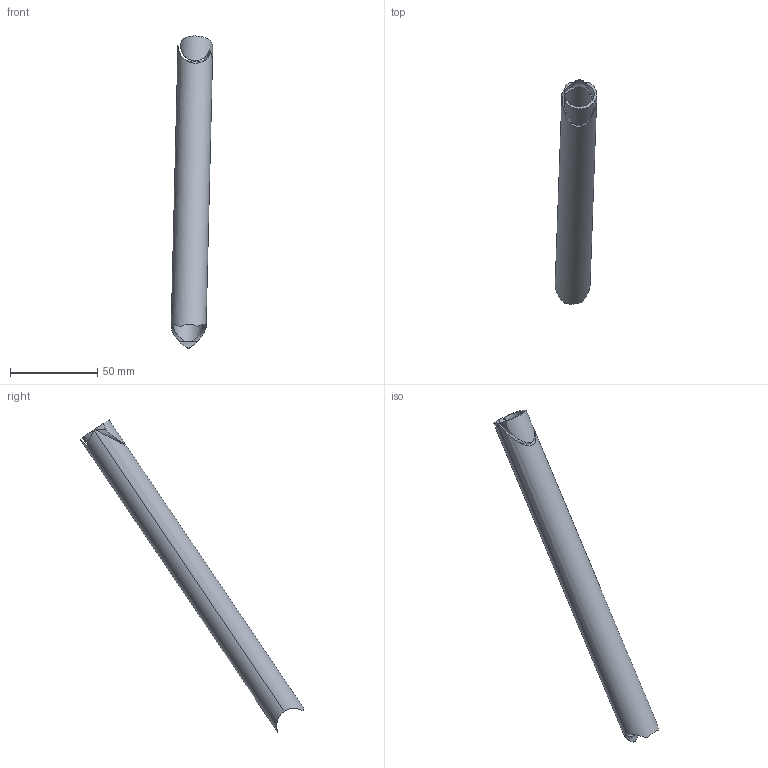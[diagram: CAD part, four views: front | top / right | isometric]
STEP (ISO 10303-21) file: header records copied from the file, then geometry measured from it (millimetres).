
FILE_DESCRIPTION(('CATIA V5 STEP Exchange'),'2;1');
FILE_NAME('82.stp','2021-12-11T11:14:11+00:00',('none'),('none'),'CATIA Version 5 Release 19 SP 2 (IN-10)','CATIA V5 STEP AP203','none');
FILE_SCHEMA(('CONFIG_CONTROL_DESIGN'));
Length unit declared in the file: millimetre
Products named in the file (1): Shape_211
Bounding box: 23.87 x 128.21 x 178.87 mm (x, y, z)
Volume: 16937.6 mm3; surface area: 23111.8 mm2
Topology: 2 solids, 2 shells, 28 faces, 78 edges, 52 vertices
Faces by surface type: cylinder 22, plane 6
Entity records: 1249 total; most frequent: CARTESIAN_POINT 652, ORIENTED_EDGE 156, EDGE_CURVE 78, B_SPLINE_CURVE_WITH_KNOTS 59, VERTEX_POINT 52, DIRECTION 49, ADVANCED_FACE 28, EDGE_LOOP 28
